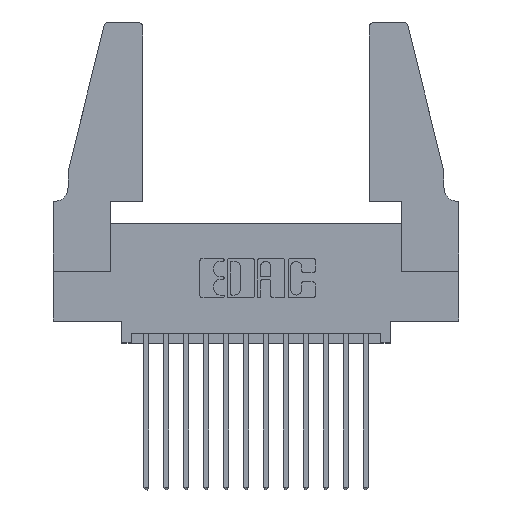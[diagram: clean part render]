
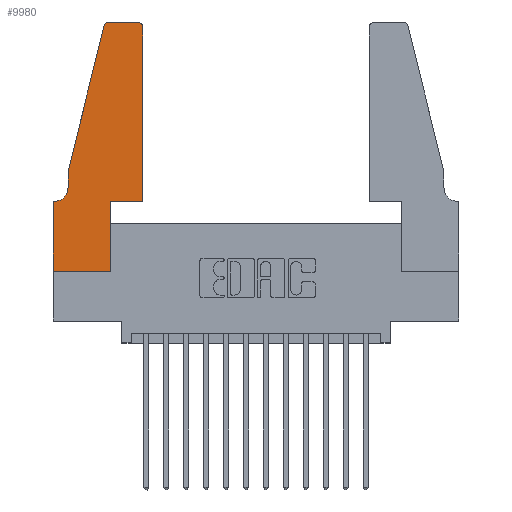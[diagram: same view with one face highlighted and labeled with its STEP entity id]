
A CAD part, top view. The second image highlights one B-rep face of the part: STEP entity #9980.
In plain terms, the highlighted planar face has unit normal (0, 0, 1).
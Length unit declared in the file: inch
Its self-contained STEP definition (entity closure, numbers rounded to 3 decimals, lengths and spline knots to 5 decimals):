
#283 = DIRECTION ( 'NONE',  ( 1., 0., 0. ) ) ;
#337 = CARTESIAN_POINT ( 'NONE',  ( 0.0755, 0.42, 0.37 ) ) ;
#480 = VERTEX_POINT ( 'NONE', #8347 ) ;
#498 = CARTESIAN_POINT ( 'NONE',  ( 0.4505, 0.35, 0.37 ) ) ;
#519 = CARTESIAN_POINT ( 'NONE',  ( 0.2865, 0.35, 0.37 ) ) ;
#553 = EDGE_LOOP ( 'NONE', ( #10615, #6681, #3753, #9492, #7491, #12105, #1990, #7575, #10831, #7253, #2554, #1350 ) ) ;
#1028 = CARTESIAN_POINT ( 'NONE',  ( 0.2605, 1.25, 0.37 ) ) ;
#1092 = DIRECTION ( 'NONE',  ( -1., 0., 0. ) ) ;
#1243 = VECTOR ( 'NONE', #1092, 39.37008 ) ;
#1350 = ORIENTED_EDGE ( 'NONE', *, *, #4288, .T. ) ;
#1543 = VECTOR ( 'NONE', #7860, 39.37008 ) ;
#1695 = VERTEX_POINT ( 'NONE', #12126 ) ;
#1990 = ORIENTED_EDGE ( 'NONE', *, *, #6539, .T. ) ;
#1999 = VECTOR ( 'NONE', #15530, 39.37008 ) ;
#2006 = VECTOR ( 'NONE', #4145, 39.37008 ) ;
#2177 = DIRECTION ( 'NONE',  ( 0., 0., 1. ) ) ;
#2521 = DIRECTION ( 'NONE',  ( 0., 0., 1. ) ) ;
#2554 = ORIENTED_EDGE ( 'NONE', *, *, #4300, .T. ) ;
#2572 = CARTESIAN_POINT ( 'NONE',  ( 0.284, 1.25, 0.37 ) ) ;
#2605 = AXIS2_PLACEMENT_3D ( 'NONE', #14298, #2177, #10566 ) ;
#2746 = CARTESIAN_POINT ( 'NONE',  ( 0.2865, 0., 0.37 ) ) ;
#2812 = EDGE_CURVE ( 'NONE', #4336, #1695, #4680, .T. ) ;
#2831 = AXIS2_PLACEMENT_3D ( 'NONE', #8417, #2521, #283 ) ;
#2873 = CARTESIAN_POINT ( 'NONE',  ( 0.0755, 0.5, 0.37 ) ) ;
#2879 = AXIS2_PLACEMENT_3D ( 'NONE', #7272, #6253, #14774 ) ;
#2909 = CARTESIAN_POINT ( 'NONE',  ( 0.4505, 0.35, 0.37 ) ) ;
#2986 = CARTESIAN_POINT ( 'NONE',  ( 0.0055, 0.42, 0.37 ) ) ;
#3753 = ORIENTED_EDGE ( 'NONE', *, *, #5332, .T. ) ;
#3872 = LINE ( 'NONE', #6995, #1999 ) ;
#4044 = DIRECTION ( 'NONE',  ( 1., 0., 0. ) ) ;
#4145 = DIRECTION ( 'NONE',  ( 0., 1., 0. ) ) ;
#4264 = CARTESIAN_POINT ( 'NONE',  ( 0.2865, 0.35, 0.37 ) ) ;
#4288 = EDGE_CURVE ( 'NONE', #7908, #480, #14919, .T. ) ;
#4300 = EDGE_CURVE ( 'NONE', #6606, #7908, #11696, .T. ) ;
#4336 = VERTEX_POINT ( 'NONE', #2572 ) ;
#4496 = EDGE_CURVE ( 'NONE', #5823, #6906, #9032, .T. ) ;
#4680 = CIRCLE ( 'NONE', #2605, 0.03 ) ;
#5327 = EDGE_CURVE ( 'NONE', #10361, #6606, #9947, .T. ) ;
#5332 = EDGE_CURVE ( 'NONE', #1695, #15099, #8262, .T. ) ;
#5533 = DIRECTION ( 'NONE',  ( 0., 0., -1. ) ) ;
#5823 = VERTEX_POINT ( 'NONE', #337 ) ;
#6243 = DIRECTION ( 'NONE',  ( 0., 1., 0. ) ) ;
#6253 = DIRECTION ( 'NONE',  ( 0., 0., 1. ) ) ;
#6476 = LINE ( 'NONE', #8710, #11459 ) ;
#6539 = EDGE_CURVE ( 'NONE', #14284, #10810, #7658, .T. ) ;
#6560 = EDGE_CURVE ( 'NONE', #15099, #5823, #6476, .T. ) ;
#6593 = DIRECTION ( 'NONE',  ( -0.239, -0.971, 0. ) ) ;
#6606 = VERTEX_POINT ( 'NONE', #2909 ) ;
#6681 = ORIENTED_EDGE ( 'NONE', *, *, #2812, .T. ) ;
#6906 = VERTEX_POINT ( 'NONE', #9642 ) ;
#6995 = CARTESIAN_POINT ( 'NONE',  ( 0.0755, 0.35, 0.37 ) ) ;
#7253 = ORIENTED_EDGE ( 'NONE', *, *, #5327, .T. ) ;
#7272 = CARTESIAN_POINT ( 'NONE',  ( 0., 0.35, 0.37 ) ) ;
#7491 = ORIENTED_EDGE ( 'NONE', *, *, #4496, .T. ) ;
#7575 = ORIENTED_EDGE ( 'NONE', *, *, #7833, .T. ) ;
#7658 = LINE ( 'NONE', #7677, #13737 ) ;
#7677 = CARTESIAN_POINT ( 'NONE',  ( 0., 0., 0.37 ) ) ;
#7833 = EDGE_CURVE ( 'NONE', #10810, #13496, #11006, .T. ) ;
#7860 = DIRECTION ( 'NONE',  ( 1., 0., 0. ) ) ;
#7908 = VERTEX_POINT ( 'NONE', #10279 ) ;
#8262 = LINE ( 'NONE', #2873, #10922 ) ;
#8347 = CARTESIAN_POINT ( 'NONE',  ( 0.4205, 1.25, 0.37 ) ) ;
#8417 = CARTESIAN_POINT ( 'NONE',  ( 0.4205, 1.22, 0.37 ) ) ;
#8492 = VECTOR ( 'NONE', #6243, 39.37008 ) ;
#8557 = EDGE_CURVE ( 'NONE', #480, #4336, #13052, .T. ) ;
#8710 = CARTESIAN_POINT ( 'NONE',  ( 0.0755, 0.5, 0.37 ) ) ;
#8791 = EDGE_CURVE ( 'NONE', #6906, #14284, #3872, .T. ) ;
#9032 = CIRCLE ( 'NONE', #10211, 0.07 ) ;
#9492 = ORIENTED_EDGE ( 'NONE', *, *, #6560, .T. ) ;
#9642 = CARTESIAN_POINT ( 'NONE',  ( 0.0055, 0.35, 0.37 ) ) ;
#9947 = LINE ( 'NONE', #498, #1543 ) ;
#9980 = ADVANCED_FACE ( 'NONE', ( #13226 ), #10763, .T. ) ;
#9998 = CARTESIAN_POINT ( 'NONE',  ( 0., 0.35, 0.37 ) ) ;
#10211 = AXIS2_PLACEMENT_3D ( 'NONE', #2986, #5533, #15276 ) ;
#10279 = CARTESIAN_POINT ( 'NONE',  ( 0.4505, 1.22, 0.37 ) ) ;
#10361 = VERTEX_POINT ( 'NONE', #4264 ) ;
#10566 = DIRECTION ( 'NONE',  ( 1., 0., 0. ) ) ;
#10615 = ORIENTED_EDGE ( 'NONE', *, *, #8557, .T. ) ;
#10763 = PLANE ( 'NONE',  #2879 ) ;
#10810 = VERTEX_POINT ( 'NONE', #11592 ) ;
#10831 = ORIENTED_EDGE ( 'NONE', *, *, #13572, .T. ) ;
#10922 = VECTOR ( 'NONE', #6593, 39.37008 ) ;
#11006 = LINE ( 'NONE', #11403, #11752 ) ;
#11148 = DIRECTION ( 'NONE',  ( 0., -1., 0. ) ) ;
#11403 = CARTESIAN_POINT ( 'NONE',  ( 0., 0., 0.37 ) ) ;
#11459 = VECTOR ( 'NONE', #11148, 39.37008 ) ;
#11592 = CARTESIAN_POINT ( 'NONE',  ( 0., 0., 0.37 ) ) ;
#11696 = LINE ( 'NONE', #13652, #8492 ) ;
#11752 = VECTOR ( 'NONE', #4044, 39.37008 ) ;
#12105 = ORIENTED_EDGE ( 'NONE', *, *, #8791, .T. ) ;
#12126 = CARTESIAN_POINT ( 'NONE',  ( 0.25487, 1.22718, 0.37 ) ) ;
#12358 = DIRECTION ( 'NONE',  ( 0., -1., 0. ) ) ;
#13052 = LINE ( 'NONE', #1028, #1243 ) ;
#13056 = LINE ( 'NONE', #519, #2006 ) ;
#13226 = FACE_OUTER_BOUND ( 'NONE', #553, .T. ) ;
#13496 = VERTEX_POINT ( 'NONE', #2746 ) ;
#13572 = EDGE_CURVE ( 'NONE', #13496, #10361, #13056, .T. ) ;
#13652 = CARTESIAN_POINT ( 'NONE',  ( 0.4505, 0.35, 0.37 ) ) ;
#13737 = VECTOR ( 'NONE', #12358, 39.37008 ) ;
#14284 = VERTEX_POINT ( 'NONE', #9998 ) ;
#14298 = CARTESIAN_POINT ( 'NONE',  ( 0.284, 1.22, 0.37 ) ) ;
#14774 = DIRECTION ( 'NONE',  ( 1., 0., 0. ) ) ;
#14919 = CIRCLE ( 'NONE', #2831, 0.03 ) ;
#14960 = CARTESIAN_POINT ( 'NONE',  ( 0.0755, 0.5, 0.37 ) ) ;
#15099 = VERTEX_POINT ( 'NONE', #14960 ) ;
#15276 = DIRECTION ( 'NONE',  ( -1., 0., 0. ) ) ;
#15530 = DIRECTION ( 'NONE',  ( -1., 0., 0. ) ) ;
